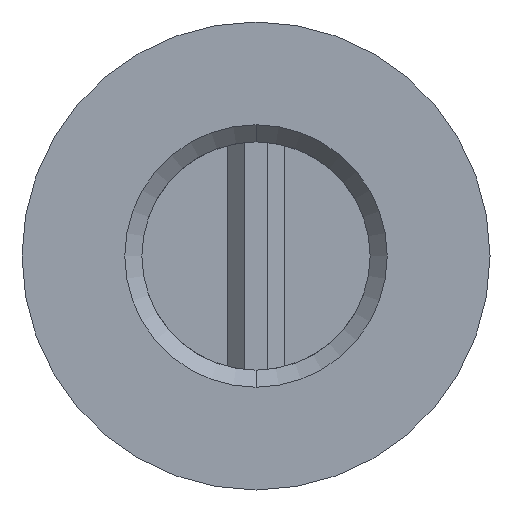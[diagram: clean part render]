
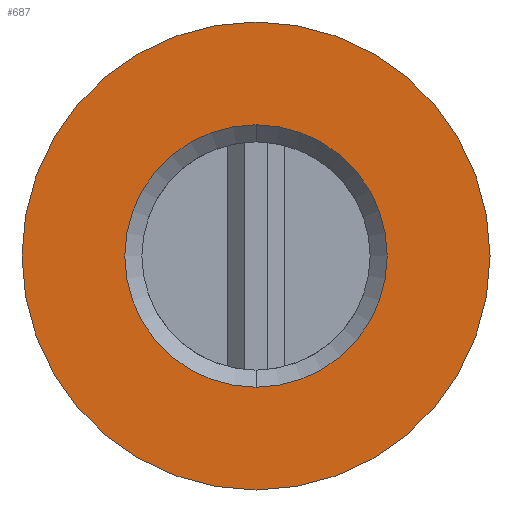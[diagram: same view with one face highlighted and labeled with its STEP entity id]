
A CAD part, front view. The second image highlights one B-rep face of the part: STEP entity #687.
In plain terms, the highlighted planar face has unit normal (0, -1, 0).
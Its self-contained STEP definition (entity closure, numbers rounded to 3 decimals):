
#2 = AXIS2_PLACEMENT_3D ( 'NONE', #534, #29, #718 ) ;
#23 = AXIS2_PLACEMENT_3D ( 'NONE', #204, #196, #308 ) ;
#29 = DIRECTION ( 'NONE',  ( 0., 1., 0. ) ) ;
#43 = CARTESIAN_POINT ( 'NONE',  ( 0., 0., -4.1 ) ) ;
#44 = PLANE ( 'NONE',  #413 ) ;
#62 = VERTEX_POINT ( 'NONE', #653 ) ;
#66 = EDGE_CURVE ( 'NONE', #62, #268, #379, .T. ) ;
#102 = FACE_OUTER_BOUND ( 'NONE', #174, .T. ) ;
#127 = EDGE_LOOP ( 'NONE', ( #613, #360 ) ) ;
#134 = VERTEX_POINT ( 'NONE', #483 ) ;
#152 = CARTESIAN_POINT ( 'NONE',  ( 0., 0., 2.3 ) ) ;
#157 = CIRCLE ( 'NONE', #285, 4.1 ) ;
#174 = EDGE_LOOP ( 'NONE', ( #311, #729 ) ) ;
#175 = CIRCLE ( 'NONE', #23, 2.3 ) ;
#189 = CARTESIAN_POINT ( 'NONE',  ( 0., 0., 0. ) ) ;
#196 = DIRECTION ( 'NONE',  ( 0., 1., 0. ) ) ;
#204 = CARTESIAN_POINT ( 'NONE',  ( 0., 0., 0. ) ) ;
#266 = CARTESIAN_POINT ( 'NONE',  ( 0., 0., 0. ) ) ;
#268 = VERTEX_POINT ( 'NONE', #43 ) ;
#285 = AXIS2_PLACEMENT_3D ( 'NONE', #659, #674, #539 ) ;
#308 = DIRECTION ( 'NONE',  ( 0., 0., 1. ) ) ;
#311 = ORIENTED_EDGE ( 'NONE', *, *, #651, .F. ) ;
#359 = DIRECTION ( 'NONE',  ( 0., 0., 1. ) ) ;
#360 = ORIENTED_EDGE ( 'NONE', *, *, #502, .T. ) ;
#361 = VERTEX_POINT ( 'NONE', #152 ) ;
#379 = CIRCLE ( 'NONE', #2, 4.1 ) ;
#413 = AXIS2_PLACEMENT_3D ( 'NONE', #266, #429, #563 ) ;
#429 = DIRECTION ( 'NONE',  ( 0., 1., 0. ) ) ;
#467 = EDGE_CURVE ( 'NONE', #134, #361, #175, .T. ) ;
#483 = CARTESIAN_POINT ( 'NONE',  ( 0., 0., -2.3 ) ) ;
#502 = EDGE_CURVE ( 'NONE', #361, #134, #650, .T. ) ;
#513 = AXIS2_PLACEMENT_3D ( 'NONE', #189, #531, #359 ) ;
#531 = DIRECTION ( 'NONE',  ( 0., 1., 0. ) ) ;
#534 = CARTESIAN_POINT ( 'NONE',  ( 0., 0., 0. ) ) ;
#539 = DIRECTION ( 'NONE',  ( 0., 0., 1. ) ) ;
#563 = DIRECTION ( 'NONE',  ( 0., 0., 1. ) ) ;
#595 = FACE_BOUND ( 'NONE', #127, .T. ) ;
#613 = ORIENTED_EDGE ( 'NONE', *, *, #467, .T. ) ;
#650 = CIRCLE ( 'NONE', #513, 2.3 ) ;
#651 = EDGE_CURVE ( 'NONE', #268, #62, #157, .T. ) ;
#653 = CARTESIAN_POINT ( 'NONE',  ( 0., 0., 4.1 ) ) ;
#659 = CARTESIAN_POINT ( 'NONE',  ( 0., 0., 0. ) ) ;
#674 = DIRECTION ( 'NONE',  ( 0., 1., 0. ) ) ;
#687 = ADVANCED_FACE ( 'NONE', ( #595, #102 ), #44, .F. ) ;
#718 = DIRECTION ( 'NONE',  ( 0., 0., 1. ) ) ;
#729 = ORIENTED_EDGE ( 'NONE', *, *, #66, .F. ) ;
